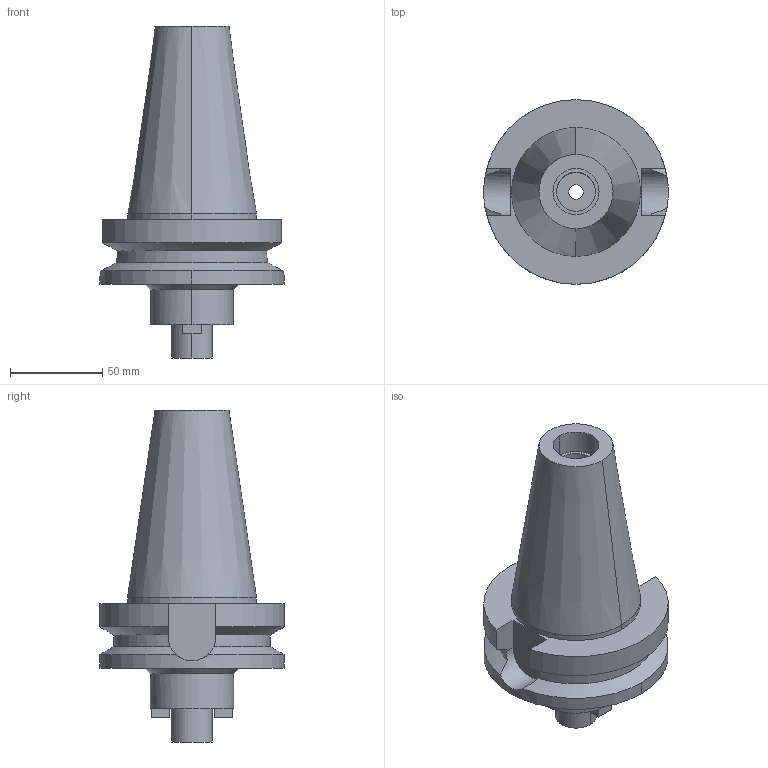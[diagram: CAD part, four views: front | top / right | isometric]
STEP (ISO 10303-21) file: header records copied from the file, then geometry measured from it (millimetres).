
FILE_DESCRIPTION((''),'2;1');
FILE_NAME('BT50-FMC22-60','2018-08-09T',('ykawabe'),(''),'CREO PARAMETRIC BY PTC INC, 2016380','CREO PARAMETRIC BY PTC INC, 2016380','');
FILE_SCHEMA(('AUTOMOTIVE_DESIGN { 1 0 10303 214 1 1 1 1 }'));
Length unit declared in the file: millimetre
Products named in the file (1): BT50-FMC22-60
Bounding box: 100 x 100 x 179.8 mm (x, y, z)
Volume: 488539.5 mm3; surface area: 59484.7 mm2
Topology: 1 solids, 1 shells, 67 faces, 169 edges, 111 vertices
Faces by surface type: plane 31, cylinder 28, cone 8
Entity records: 2863 total; most frequent: CARTESIAN_POINT 422, DIRECTION 372, ORIENTED_EDGE 338, PRESENTATION_STYLE_ASSIGNMENT 174, STYLED_ITEM 174, CURVE_STYLE 173, EDGE_CURVE 169, AXIS2_PLACEMENT_3D 146
